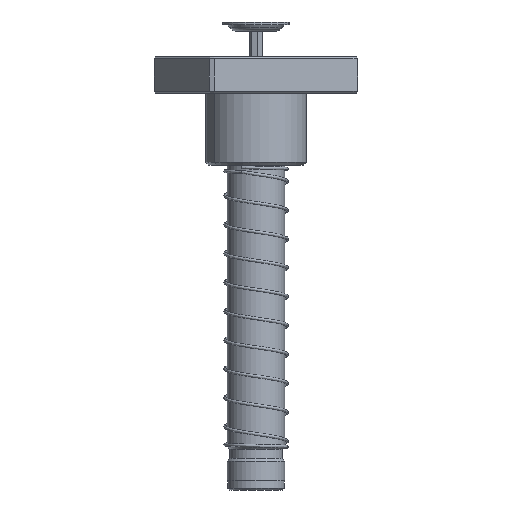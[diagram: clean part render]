
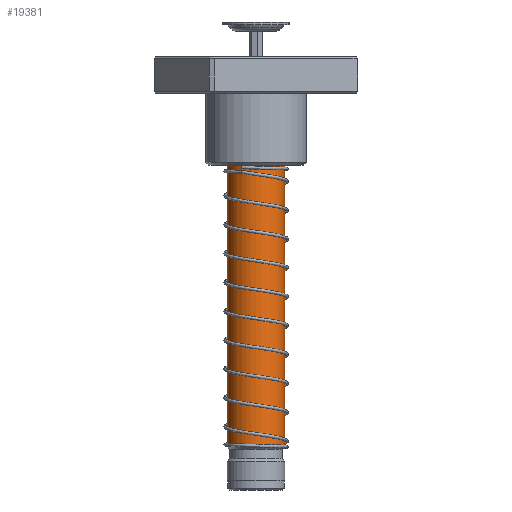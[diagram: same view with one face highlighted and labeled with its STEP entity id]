
A CAD part, front view. The second image highlights one B-rep face of the part: STEP entity #19381.
In plain terms, the highlighted cylindrical face has radius 16 mm (diameter 32 mm), a partial arc.
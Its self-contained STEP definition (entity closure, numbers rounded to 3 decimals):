
#553 = VERTEX_POINT ( 'NONE', #12774 ) ;
#1131 = ORIENTED_EDGE ( 'NONE', *, *, #25023, .F. ) ;
#2747 = DIRECTION ( 'NONE',  ( 0., 0., -1. ) ) ;
#3349 = AXIS2_PLACEMENT_3D ( 'NONE', #10924, #28298, #7820 ) ;
#3502 = EDGE_CURVE ( 'NONE', #20979, #553, #13642, .T. ) ;
#3860 = CARTESIAN_POINT ( 'NONE',  ( 0., 0., 240. ) ) ;
#4472 = DIRECTION ( 'NONE',  ( 0., 0., -1. ) ) ;
#4892 = CARTESIAN_POINT ( 'NONE',  ( 16., 0., 240. ) ) ;
#6509 = EDGE_CURVE ( 'NONE', #553, #14286, #25865, .T. ) ;
#7049 = EDGE_LOOP ( 'NONE', ( #1131, #30097, #30829, #35580 ) ) ;
#7442 = DIRECTION ( 'NONE',  ( 1., 0., 0. ) ) ;
#7584 = VECTOR ( 'NONE', #31951, 1000. ) ;
#7820 = DIRECTION ( 'NONE',  ( -1., 0., 0. ) ) ;
#9375 = CIRCLE ( 'NONE', #3349, 16. ) ;
#10924 = CARTESIAN_POINT ( 'NONE',  ( 0., 0., 24. ) ) ;
#12605 = DIRECTION ( 'NONE',  ( -1., 0., 0. ) ) ;
#12774 = CARTESIAN_POINT ( 'NONE',  ( -16., 0., 237.5 ) ) ;
#13642 = CIRCLE ( 'NONE', #18383, 16. ) ;
#14286 = VERTEX_POINT ( 'NONE', #26604 ) ;
#14387 = VERTEX_POINT ( 'NONE', #23800 ) ;
#14854 = CARTESIAN_POINT ( 'NONE',  ( -16., 0., 240. ) ) ;
#16229 = CYLINDRICAL_SURFACE ( 'NONE', #31112, 16. ) ;
#16876 = CARTESIAN_POINT ( 'NONE',  ( 16., 0., 237.5 ) ) ;
#18383 = AXIS2_PLACEMENT_3D ( 'NONE', #22160, #4472, #7442 ) ;
#19381 = ADVANCED_FACE ( 'NONE', ( #33742 ), #16229, .T. ) ;
#20979 = VERTEX_POINT ( 'NONE', #16876 ) ;
#22160 = CARTESIAN_POINT ( 'NONE',  ( 0., 0., 237.5 ) ) ;
#23800 = CARTESIAN_POINT ( 'NONE',  ( 16., 0., 24. ) ) ;
#25023 = EDGE_CURVE ( 'NONE', #20979, #14387, #27390, .T. ) ;
#25865 = LINE ( 'NONE', #14854, #32805 ) ;
#26497 = EDGE_CURVE ( 'NONE', #14387, #14286, #9375, .T. ) ;
#26604 = CARTESIAN_POINT ( 'NONE',  ( -16., 0., 24. ) ) ;
#27390 = LINE ( 'NONE', #4892, #7584 ) ;
#27677 = DIRECTION ( 'NONE',  ( 0., 0., -1. ) ) ;
#28298 = DIRECTION ( 'NONE',  ( 0., 0., -1. ) ) ;
#30097 = ORIENTED_EDGE ( 'NONE', *, *, #3502, .T. ) ;
#30829 = ORIENTED_EDGE ( 'NONE', *, *, #6509, .T. ) ;
#31112 = AXIS2_PLACEMENT_3D ( 'NONE', #3860, #27677, #12605 ) ;
#31951 = DIRECTION ( 'NONE',  ( 0., 0., -1. ) ) ;
#32805 = VECTOR ( 'NONE', #2747, 1000. ) ;
#33742 = FACE_OUTER_BOUND ( 'NONE', #7049, .T. ) ;
#35580 = ORIENTED_EDGE ( 'NONE', *, *, #26497, .F. ) ;
